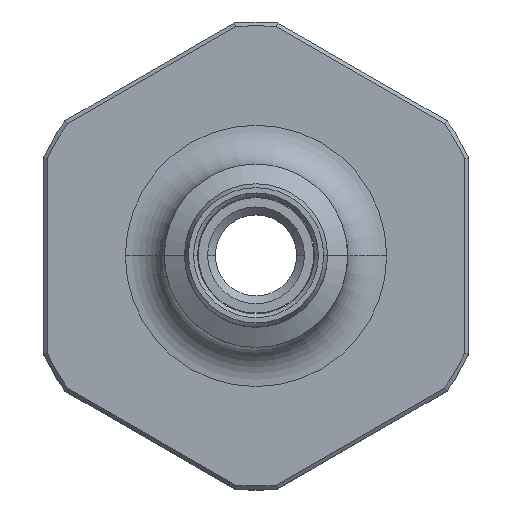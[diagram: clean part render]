
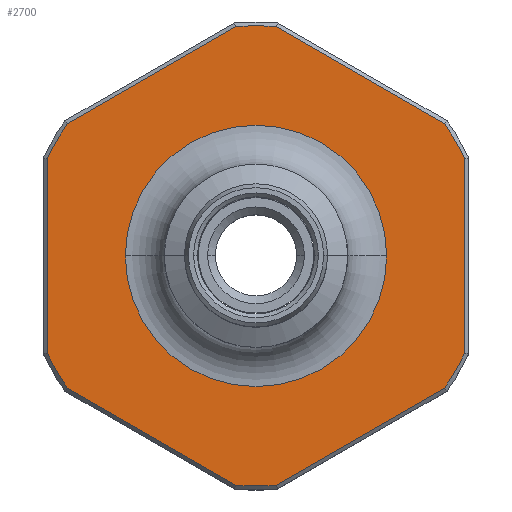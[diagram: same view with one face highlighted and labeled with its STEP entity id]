
A CAD part, top view. The second image highlights one B-rep face of the part: STEP entity #2700.
In plain terms, the highlighted planar face has unit normal (0, 0, 1).
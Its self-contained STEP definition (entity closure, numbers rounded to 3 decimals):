
#3 = FACE_BOUND ( 'NONE', #884, .T. ) ;
#4 = ORIENTED_EDGE ( 'NONE', *, *, #4021, .T. ) ;
#52 = CIRCLE ( 'NONE', #1963, 3.35 ) ;
#58 = DIRECTION ( 'NONE',  ( -1., 0., 0. ) ) ;
#67 = DIRECTION ( 'NONE',  ( -1., 0., 0. ) ) ;
#152 = DIRECTION ( 'NONE',  ( 0., 0., 1. ) ) ;
#254 = VERTEX_POINT ( 'NONE', #3776 ) ;
#260 = CARTESIAN_POINT ( 'NONE',  ( 0., 2.35, 8.3 ) ) ;
#320 = CIRCLE ( 'NONE', #2525, 5.9 ) ;
#355 = CARTESIAN_POINT ( 'NONE',  ( 0., 0., 8.3 ) ) ;
#404 = DIRECTION ( 'NONE',  ( 0.866, 0.5, 0. ) ) ;
#422 = ORIENTED_EDGE ( 'NONE', *, *, #2707, .T. ) ;
#502 = VERTEX_POINT ( 'NONE', #3480 ) ;
#507 = CARTESIAN_POINT ( 'NONE',  ( 0.502, 5.888, 8.3 ) ) ;
#596 = DIRECTION ( 'NONE',  ( 0., 0., -1. ) ) ;
#682 = ORIENTED_EDGE ( 'NONE', *, *, #1500, .T. ) ;
#711 = VERTEX_POINT ( 'NONE', #885 ) ;
#738 = EDGE_CURVE ( 'NONE', #904, #3160, #3520, .T. ) ;
#764 = DIRECTION ( 'NONE',  ( 0., 0., 1. ) ) ;
#786 = CARTESIAN_POINT ( 'NONE',  ( 0., 0., 8.3 ) ) ;
#804 = EDGE_CURVE ( 'NONE', #2429, #2959, #1600, .T. ) ;
#884 = EDGE_LOOP ( 'NONE', ( #682, #2669 ) ) ;
#885 = CARTESIAN_POINT ( 'NONE',  ( -0.521, 5.877, 8.3 ) ) ;
#886 = DIRECTION ( 'NONE',  ( -1., 0., 0. ) ) ;
#891 = EDGE_CURVE ( 'NONE', #711, #3782, #2208, .T. ) ;
#897 = DIRECTION ( 'NONE',  ( -0.866, -0.5, 0. ) ) ;
#904 = VERTEX_POINT ( 'NONE', #2848 ) ;
#931 = DIRECTION ( 'NONE',  ( -1., 0., 0. ) ) ;
#952 = PLANE ( 'NONE',  #2973 ) ;
#979 = VECTOR ( 'NONE', #897, 1000. ) ;
#1005 = CIRCLE ( 'NONE', #3409, 5.9 ) ;
#1017 = EDGE_LOOP ( 'NONE', ( #3849, #4165, #422, #4177, #4116, #2638, #3302, #2013, #4135, #3141, #4, #2024 ) ) ;
#1030 = CARTESIAN_POINT ( 'NONE',  ( 0., 0., 8.3 ) ) ;
#1072 = CARTESIAN_POINT ( 'NONE',  ( -0.502, -5.888, 8.3 ) ) ;
#1098 = CARTESIAN_POINT ( 'NONE',  ( -5.35, -2.487, 8.3 ) ) ;
#1124 = CIRCLE ( 'NONE', #3525, 5.9 ) ;
#1172 = DIRECTION ( 'NONE',  ( -0.866, 0.5, 0. ) ) ;
#1249 = EDGE_CURVE ( 'NONE', #2168, #3997, #2839, .T. ) ;
#1281 = DIRECTION ( 'NONE',  ( 0., 0., 1. ) ) ;
#1356 = CARTESIAN_POINT ( 'NONE',  ( 5.35, -2.487, 8.3 ) ) ;
#1358 = EDGE_CURVE ( 'NONE', #3782, #2907, #1124, .T. ) ;
#1379 = DIRECTION ( 'NONE',  ( -1., 0., 0. ) ) ;
#1500 = EDGE_CURVE ( 'NONE', #3364, #2752, #3536, .T. ) ;
#1573 = DIRECTION ( 'NONE',  ( 0., 0., -1. ) ) ;
#1600 = CIRCLE ( 'NONE', #4006, 5.9 ) ;
#1641 = VECTOR ( 'NONE', #2328, 1000. ) ;
#1659 = DIRECTION ( 'NONE',  ( 0., 0., 1. ) ) ;
#1744 = LINE ( 'NONE', #2658, #1641 ) ;
#1827 = CARTESIAN_POINT ( 'NONE',  ( 0., 0., 8.3 ) ) ;
#1902 = DIRECTION ( 'NONE',  ( -1., 0., 0. ) ) ;
#1910 = LINE ( 'NONE', #3218, #4085 ) ;
#1949 = FACE_OUTER_BOUND ( 'NONE', #1017, .T. ) ;
#1963 = AXIS2_PLACEMENT_3D ( 'NONE', #2930, #596, #1902 ) ;
#2013 = ORIENTED_EDGE ( 'NONE', *, *, #3219, .T. ) ;
#2024 = ORIENTED_EDGE ( 'NONE', *, *, #804, .T. ) ;
#2089 = CARTESIAN_POINT ( 'NONE',  ( -5.35, 2.487, 8.3 ) ) ;
#2130 = CARTESIAN_POINT ( 'NONE',  ( -3.35, 0., 8.3 ) ) ;
#2168 = VERTEX_POINT ( 'NONE', #3863 ) ;
#2183 = VECTOR ( 'NONE', #3696, 1000. ) ;
#2208 = LINE ( 'NONE', #3494, #979 ) ;
#2226 = AXIS2_PLACEMENT_3D ( 'NONE', #786, #764, #58 ) ;
#2253 = DIRECTION ( 'NONE',  ( -1., 0., 0. ) ) ;
#2328 = DIRECTION ( 'NONE',  ( 0., -1., 0. ) ) ;
#2403 = VECTOR ( 'NONE', #1172, 1000. ) ;
#2429 = VERTEX_POINT ( 'NONE', #1098 ) ;
#2432 = AXIS2_PLACEMENT_3D ( 'NONE', #1827, #152, #886 ) ;
#2525 = AXIS2_PLACEMENT_3D ( 'NONE', #1030, #2986, #67 ) ;
#2638 = ORIENTED_EDGE ( 'NONE', *, *, #738, .T. ) ;
#2658 = CARTESIAN_POINT ( 'NONE',  ( -5.35, -2.509, 8.3 ) ) ;
#2669 = ORIENTED_EDGE ( 'NONE', *, *, #3838, .T. ) ;
#2700 = ADVANCED_FACE ( 'NONE', ( #1949, #3 ), #952, .F. ) ;
#2707 = EDGE_CURVE ( 'NONE', #3900, #2168, #1910, .T. ) ;
#2752 = VERTEX_POINT ( 'NONE', #4047 ) ;
#2784 = LINE ( 'NONE', #507, #2403 ) ;
#2839 = CIRCLE ( 'NONE', #2432, 5.9 ) ;
#2848 = CARTESIAN_POINT ( 'NONE',  ( 5.35, 2.487, 8.3 ) ) ;
#2861 = EDGE_CURVE ( 'NONE', #2959, #254, #4024, .T. ) ;
#2907 = VERTEX_POINT ( 'NONE', #2089 ) ;
#2930 = CARTESIAN_POINT ( 'NONE',  ( 0., 0., 8.3 ) ) ;
#2950 = CARTESIAN_POINT ( 'NONE',  ( 0.521, -5.877, 8.3 ) ) ;
#2959 = VERTEX_POINT ( 'NONE', #3749 ) ;
#2973 = AXIS2_PLACEMENT_3D ( 'NONE', #260, #1573, #931 ) ;
#2986 = DIRECTION ( 'NONE',  ( 0., 0., 1. ) ) ;
#3131 = EDGE_CURVE ( 'NONE', #3997, #904, #3636, .T. ) ;
#3141 = ORIENTED_EDGE ( 'NONE', *, *, #1358, .T. ) ;
#3160 = VERTEX_POINT ( 'NONE', #3700 ) ;
#3216 = DIRECTION ( 'NONE',  ( -1., 0., 0. ) ) ;
#3218 = CARTESIAN_POINT ( 'NONE',  ( 4.848, -3.378, 8.3 ) ) ;
#3219 = EDGE_CURVE ( 'NONE', #502, #711, #320, .T. ) ;
#3302 = ORIENTED_EDGE ( 'NONE', *, *, #4054, .T. ) ;
#3364 = VERTEX_POINT ( 'NONE', #2130 ) ;
#3409 = AXIS2_PLACEMENT_3D ( 'NONE', #355, #1659, #2253 ) ;
#3464 = AXIS2_PLACEMENT_3D ( 'NONE', #3694, #4022, #3958 ) ;
#3480 = CARTESIAN_POINT ( 'NONE',  ( 0.521, 5.877, 8.3 ) ) ;
#3494 = CARTESIAN_POINT ( 'NONE',  ( -4.848, 3.378, 8.3 ) ) ;
#3520 = CIRCLE ( 'NONE', #2226, 5.9 ) ;
#3525 = AXIS2_PLACEMENT_3D ( 'NONE', #3569, #1281, #3216 ) ;
#3536 = CIRCLE ( 'NONE', #3464, 3.35 ) ;
#3569 = CARTESIAN_POINT ( 'NONE',  ( 0., 0., 8.3 ) ) ;
#3614 = CARTESIAN_POINT ( 'NONE',  ( 5.35, 2.509, 8.3 ) ) ;
#3636 = LINE ( 'NONE', #3614, #4032 ) ;
#3694 = CARTESIAN_POINT ( 'NONE',  ( 0., 0., 8.3 ) ) ;
#3696 = DIRECTION ( 'NONE',  ( 0.866, -0.5, 0. ) ) ;
#3700 = CARTESIAN_POINT ( 'NONE',  ( 4.829, 3.39, 8.3 ) ) ;
#3749 = CARTESIAN_POINT ( 'NONE',  ( -4.829, -3.39, 8.3 ) ) ;
#3751 = DIRECTION ( 'NONE',  ( 0., 0., 1. ) ) ;
#3776 = CARTESIAN_POINT ( 'NONE',  ( -0.521, -5.877, 8.3 ) ) ;
#3782 = VERTEX_POINT ( 'NONE', #3910 ) ;
#3838 = EDGE_CURVE ( 'NONE', #2752, #3364, #52, .T. ) ;
#3849 = ORIENTED_EDGE ( 'NONE', *, *, #2861, .T. ) ;
#3863 = CARTESIAN_POINT ( 'NONE',  ( 4.829, -3.39, 8.3 ) ) ;
#3868 = EDGE_CURVE ( 'NONE', #254, #3900, #1005, .T. ) ;
#3900 = VERTEX_POINT ( 'NONE', #2950 ) ;
#3910 = CARTESIAN_POINT ( 'NONE',  ( -4.829, 3.39, 8.3 ) ) ;
#3958 = DIRECTION ( 'NONE',  ( -1., 0., 0. ) ) ;
#3997 = VERTEX_POINT ( 'NONE', #1356 ) ;
#4004 = DIRECTION ( 'NONE',  ( 0., 1., 0. ) ) ;
#4006 = AXIS2_PLACEMENT_3D ( 'NONE', #4014, #3751, #1379 ) ;
#4014 = CARTESIAN_POINT ( 'NONE',  ( 0., 0., 8.3 ) ) ;
#4021 = EDGE_CURVE ( 'NONE', #2907, #2429, #1744, .T. ) ;
#4022 = DIRECTION ( 'NONE',  ( 0., 0., -1. ) ) ;
#4024 = LINE ( 'NONE', #1072, #2183 ) ;
#4032 = VECTOR ( 'NONE', #4004, 1000. ) ;
#4047 = CARTESIAN_POINT ( 'NONE',  ( 3.35, 0., 8.3 ) ) ;
#4054 = EDGE_CURVE ( 'NONE', #3160, #502, #2784, .T. ) ;
#4085 = VECTOR ( 'NONE', #404, 1000. ) ;
#4116 = ORIENTED_EDGE ( 'NONE', *, *, #3131, .T. ) ;
#4135 = ORIENTED_EDGE ( 'NONE', *, *, #891, .T. ) ;
#4165 = ORIENTED_EDGE ( 'NONE', *, *, #3868, .T. ) ;
#4177 = ORIENTED_EDGE ( 'NONE', *, *, #1249, .T. ) ;
